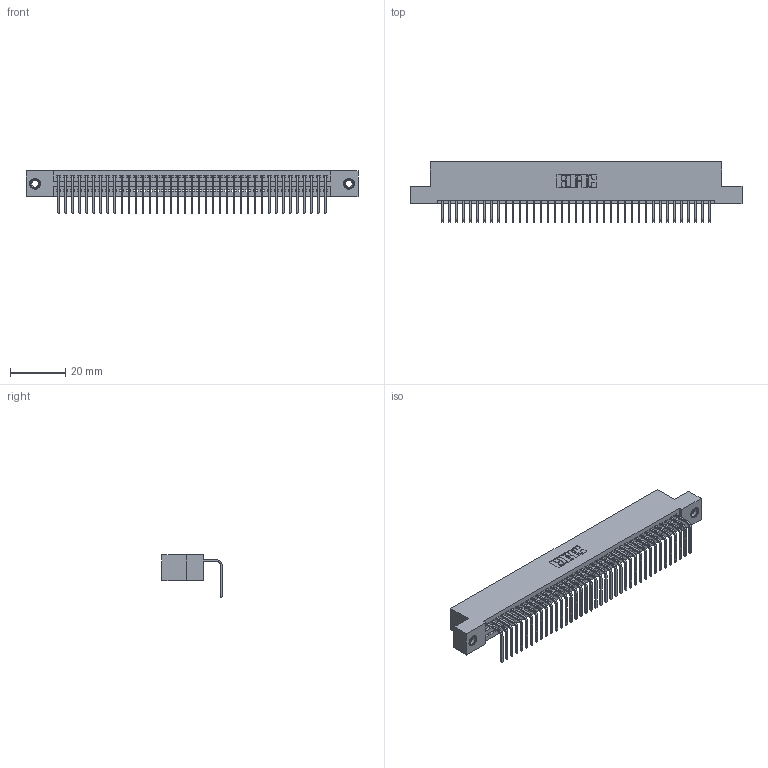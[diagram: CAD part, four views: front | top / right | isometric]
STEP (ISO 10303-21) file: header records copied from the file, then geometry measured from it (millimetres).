
FILE_DESCRIPTION (( 'STEP AP203' ), '1' );
FILE_NAME ('345-039-558-107.STEP', '2019-10-10T15:49:43', ( '' ), ( '' ), 'SwSTEP 2.0', 'SolidWorks 2016', '' );
FILE_SCHEMA (( 'CONFIG_CONTROL_DESIGN' ));
Length unit declared in the file: inch
Products named in the file (4): 345 Part_Flush Mounting Lugs - 0.156 Dia-TI; 345-292-001_558 Tail - 2; 345-250-001_345-250-005-103; 345-039-558-107
Assembly tree (42 placements, depth 2):
  345-039-558-107
    345 Part_Flush Mounting Lugs - 0.156 Dia-TI
    345-292-001_558 Tail - 2  x39
    345-250-001_345-250-005-103  x2
Bounding box: 120.27 x 21.83 x 15.37 mm (x, y, z)
Volume: 11515.1 mm3; surface area: 16057.9 mm2
Topology: 42 solids, 42 shells, 2526 faces, 7575 edges, 4990 vertices
Faces by surface type: plane 1750, cylinder 760, cone 12, torus 4
Entity records: 31026 total; most frequent: CARTESIAN_POINT 5356, ORIENTED_EDGE 5322, DIRECTION 4709, EDGE_CURVE 2661, VECTOR 2353, LINE 2353, VERTEX_POINT 1768, AXIS2_PLACEMENT_3D 1178
